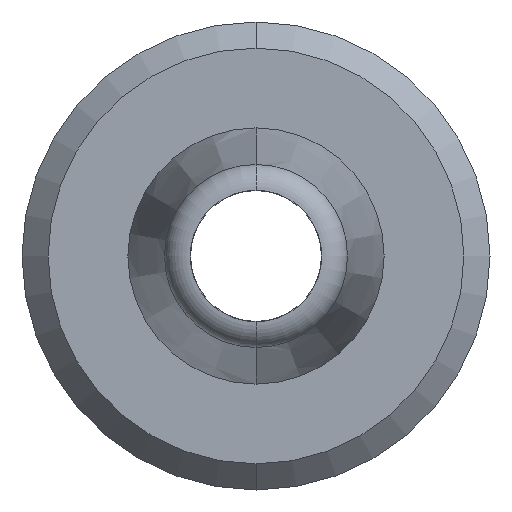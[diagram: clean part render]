
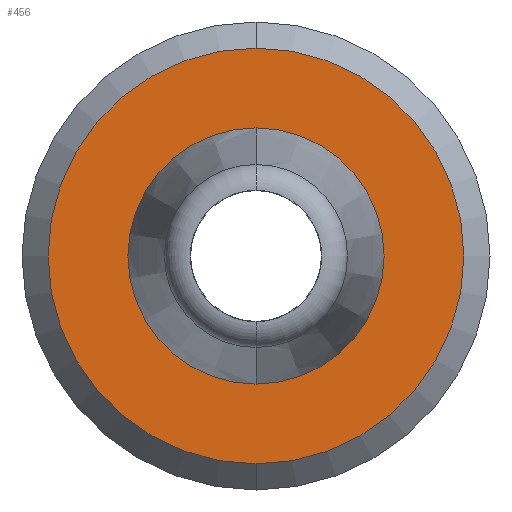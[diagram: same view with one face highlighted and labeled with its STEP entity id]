
A CAD part, front view. The second image highlights one B-rep face of the part: STEP entity #456.
In plain terms, the highlighted planar face has unit normal (0, -1, 0).
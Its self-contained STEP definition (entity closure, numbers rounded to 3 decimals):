
#14 = DIRECTION ( 'NONE',  ( 0., -1., 0. ) ) ;
#21 = CARTESIAN_POINT ( 'NONE',  ( 0., 17., 0. ) ) ;
#25 = DIRECTION ( 'NONE',  ( 0., 0., -1. ) ) ;
#28 = DIRECTION ( 'NONE',  ( 0., 0., -1. ) ) ;
#35 = DIRECTION ( 'NONE',  ( 0., -1., 0. ) ) ;
#42 = CARTESIAN_POINT ( 'NONE',  ( 0., 17., -3.975 ) ) ;
#43 = CARTESIAN_POINT ( 'NONE',  ( 0., 17., 0. ) ) ;
#48 = CARTESIAN_POINT ( 'NONE',  ( 0., 17., 3.975 ) ) ;
#51 = DIRECTION ( 'NONE',  ( 0., -1., 0. ) ) ;
#52 = CARTESIAN_POINT ( 'NONE',  ( 0., 17., 0. ) ) ;
#85 = CARTESIAN_POINT ( 'NONE',  ( 0., 17., 2.45 ) ) ;
#97 = DIRECTION ( 'NONE',  ( 0., 0., -1. ) ) ;
#130 = CARTESIAN_POINT ( 'NONE',  ( 0., 17., -2.45 ) ) ;
#190 = CIRCLE ( 'NONE', #191, 2.45 ) ;
#191 = AXIS2_PLACEMENT_3D ( 'NONE', #954, #951, #947 ) ;
#350 = EDGE_CURVE ( 'NONE', #712, #713, #190, .T. ) ;
#456 = ADVANCED_FACE ( 'NONE', ( #1383, #1395 ), #894, .T. ) ;
#471 = EDGE_CURVE ( 'NONE', #688, #690, #728, .T. ) ;
#474 = EDGE_CURVE ( 'NONE', #713, #712, #749, .T. ) ;
#477 = EDGE_CURVE ( 'NONE', #690, #688, #1277, .T. ) ;
#508 = ORIENTED_EDGE ( 'NONE', *, *, #471, .T. ) ;
#521 = ORIENTED_EDGE ( 'NONE', *, *, #474, .F. ) ;
#556 = ORIENTED_EDGE ( 'NONE', *, *, #477, .T. ) ;
#618 = EDGE_LOOP ( 'NONE', ( #508, #556 ) ) ;
#625 = EDGE_LOOP ( 'NONE', ( #521, #721 ) ) ;
#688 = VERTEX_POINT ( 'NONE', #48 ) ;
#690 = VERTEX_POINT ( 'NONE', #42 ) ;
#712 = VERTEX_POINT ( 'NONE', #85 ) ;
#713 = VERTEX_POINT ( 'NONE', #130 ) ;
#721 = ORIENTED_EDGE ( 'NONE', *, *, #350, .F. ) ;
#728 = CIRCLE ( 'NONE', #758, 3.975 ) ;
#749 = CIRCLE ( 'NONE', #1263, 2.45 ) ;
#758 = AXIS2_PLACEMENT_3D ( 'NONE', #52, #14, #25 ) ;
#769 = AXIS2_PLACEMENT_3D ( 'NONE', #895, #893, #892 ) ;
#892 = DIRECTION ( 'NONE',  ( 0., 0., -1. ) ) ;
#893 = DIRECTION ( 'NONE',  ( 0., -1., 0. ) ) ;
#894 = PLANE ( 'NONE',  #769 ) ;
#895 = CARTESIAN_POINT ( 'NONE',  ( 2.45, 17., 0. ) ) ;
#947 = DIRECTION ( 'NONE',  ( 0., 0., -1. ) ) ;
#951 = DIRECTION ( 'NONE',  ( 0., -1., 0. ) ) ;
#954 = CARTESIAN_POINT ( 'NONE',  ( 0., 17., 0. ) ) ;
#1259 = AXIS2_PLACEMENT_3D ( 'NONE', #21, #51, #97 ) ;
#1263 = AXIS2_PLACEMENT_3D ( 'NONE', #43, #35, #28 ) ;
#1277 = CIRCLE ( 'NONE', #1259, 3.975 ) ;
#1383 = FACE_OUTER_BOUND ( 'NONE', #618, .T. ) ;
#1395 = FACE_BOUND ( 'NONE', #625, .T. ) ;
